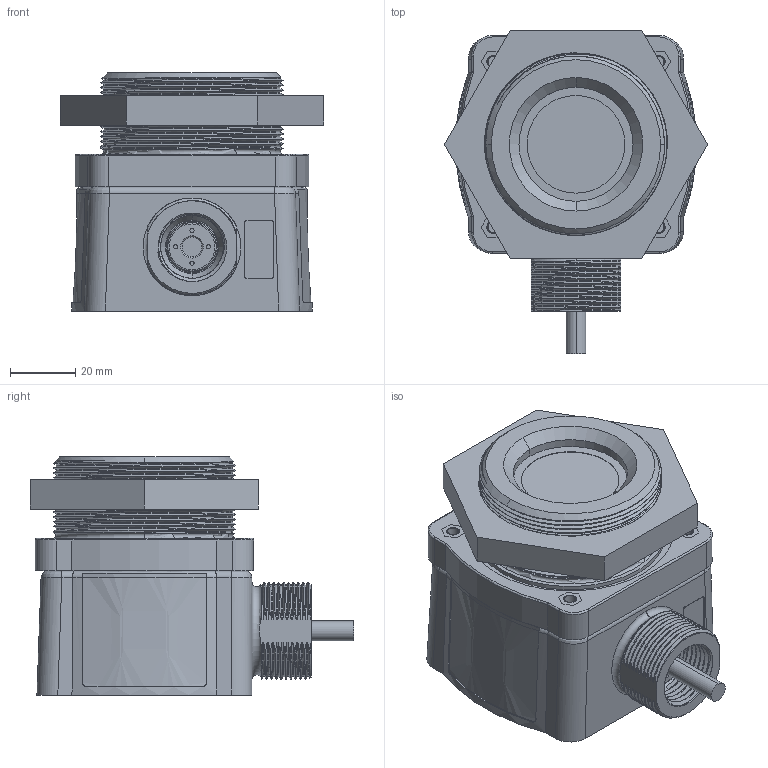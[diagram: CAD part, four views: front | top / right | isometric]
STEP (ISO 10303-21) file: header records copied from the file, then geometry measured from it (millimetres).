
FILE_DESCRIPTION((''),'2;1');
FILE_NAME('159650_ASM','2012-11-05T',('banengservice'),('BANNER ENGINEERING'),'PRO/ENGINEER BY PARAMETRIC TECHNOLOGY CORPORATION, 2009141','PRO/ENGINEER BY PARAMETRIC TECHNOLOGY CORPORATION, 2009141','');
FILE_SCHEMA(('CONFIG_CONTROL_DESIGN'));
Products named in the file (14): 70107; 70106; 70105; 70111; 43690; 62676; CABLE_240; 119871; D00018; 119871_ASM; M4X40SHCS; 119873; 116005; 159650_ASM
Assembly tree (19 placements, depth 3):
  159650_ASM
    70107
    70106
    70105
    70111
    43690
    62676
    CABLE_240
    119871_ASM
      119871
      D00018  x4
    M4X40SHCS  x4
    119873
    116005
Bounding box: 80.83 x 99.19 x 73.11 mm (x, y, z)
Volume: 159662 mm3; surface area: 102735.2 mm2
Topology: 18 solids, 27 shells, 1593 faces, 4133 edges, 2709 vertices
Faces by surface type: plane 772, cylinder 408, extrusion 155, bspline 136, cone 87, torus 31, sphere 4
Entity records: 80112 total; most frequent: CARTESIAN_POINT 44387, ORIENTED_EDGE 7734, DIRECTION 6423, EDGE_CURVE 3907, VERTEX_POINT 2565, VECTOR 2433, LINE 2278, AXIS2_PLACEMENT_3D 1995
